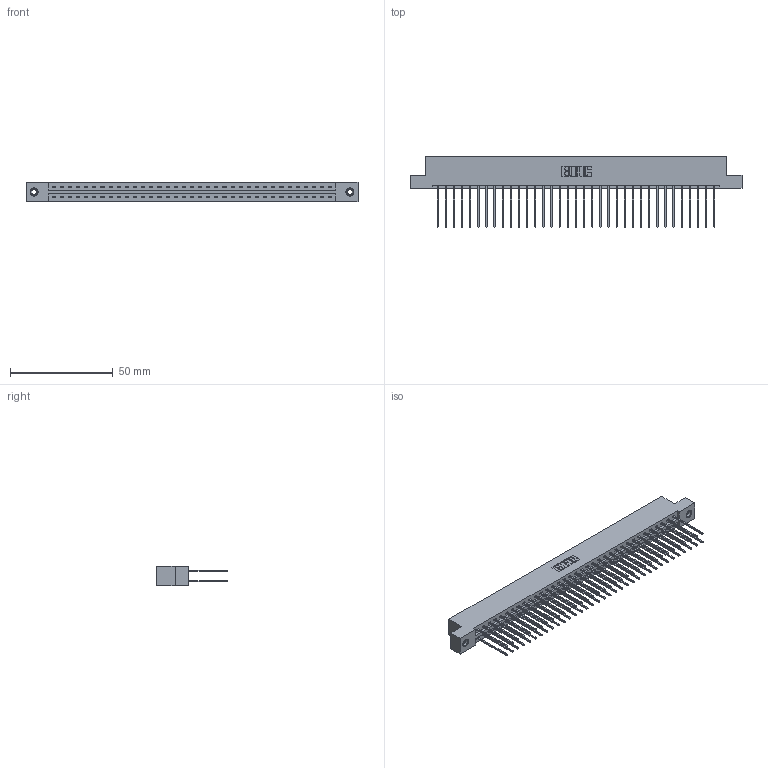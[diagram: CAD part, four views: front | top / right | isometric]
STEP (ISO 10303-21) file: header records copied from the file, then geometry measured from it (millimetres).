
FILE_DESCRIPTION (( 'STEP AP203' ), '1' );
FILE_NAME ('337-070-541-208.STEP', '2018-08-11T12:19:46', ( '' ), ( '' ), 'SwSTEP 2.0', 'SolidWorks 2016', '' );
FILE_SCHEMA (( 'CONFIG_CONTROL_DESIGN' ));
Length unit declared in the file: inch
Products named in the file (4): 345-292-001_345-293-141; 345-250-001_345-250-003-102; 337-070-541-208; 337 Part_Flush Mounting Lugs - 0.156 Dia-TI
Assembly tree (73 placements, depth 2):
  337-070-541-208
    337 Part_Flush Mounting Lugs - 0.156 Dia-TI
    345-292-001_345-293-141  x70
    345-250-001_345-250-003-102  x2
Bounding box: 161.7 x 34.3 x 9.4 mm (x, y, z)
Volume: 17342.7 mm3; surface area: 21577.8 mm2
Topology: 73 solids, 73 shells, 3954 faces, 11717 edges, 7710 vertices
Faces by surface type: plane 2762, cylinder 1176, cone 12, torus 4
Entity records: 29246 total; most frequent: CARTESIAN_POINT 4913, ORIENTED_EDGE 4842, DIRECTION 4223, EDGE_CURVE 2421, LINE 2273, VECTOR 2273, VERTEX_POINT 1608, AXIS2_PLACEMENT_3D 975
